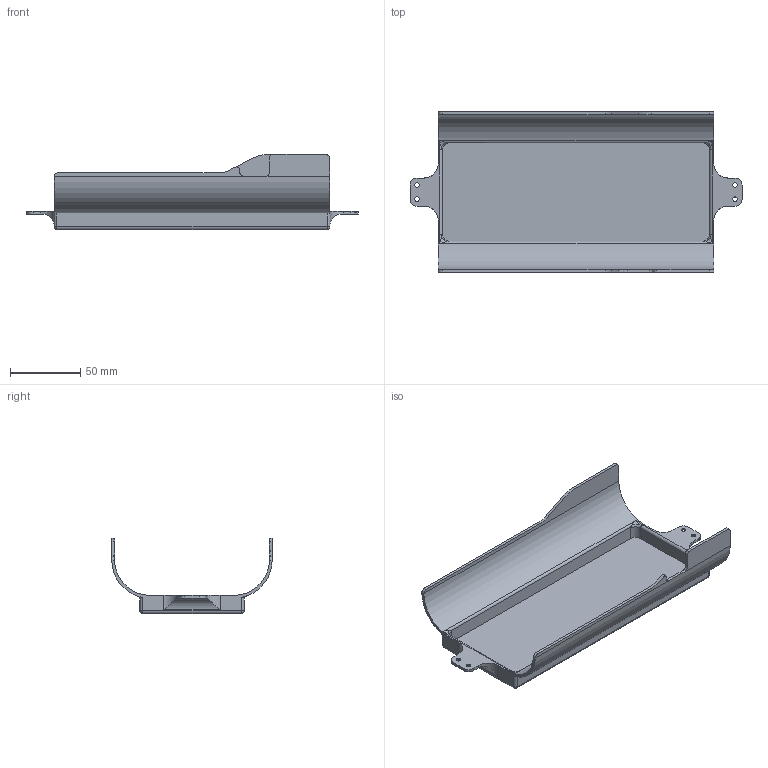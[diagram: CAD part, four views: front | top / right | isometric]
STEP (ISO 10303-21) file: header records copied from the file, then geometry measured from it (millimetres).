
FILE_DESCRIPTION(/* description */ (''),/* implementation_level */ '2;1');
FILE_NAME(/* name */ '5ef66d99c87e0a12d76215d3',/* time_stamp */ '2020-06-26T21:50:18+00:00',/* author */ (''),/* organization */ (''),/* preprocessor_version */ 'ST-DEVELOPER v16.7',/* originating_system */ $,/* authorisation */ $);
FILE_SCHEMA (('AUTOMOTIVE_DESIGN {1 0 10303 214 3 1 1}'));
Length unit declared in the file: metre
Products named in the file (1): Bottom_Cover
Bounding box: 236 x 114 x 53.4 mm (x, y, z)
Volume: 75838.2 mm3; surface area: 74532.7 mm2
Topology: 1 solids, 1 shells, 124 faces, 331 edges, 201 vertices
Faces by surface type: cylinder 52, plane 48, bspline 14, torus 6, cone 4
Full cylindrical faces by diameter (mm): 3.2 x4
Entity records: 6385 total; most frequent: CARTESIAN_POINT 3403, ORIENTED_EDGE 630, DIRECTION 590, EDGE_CURVE 315, AXIS2_PLACEMENT_3D 210, VERTEX_POINT 201, LINE 170, VECTOR 170
